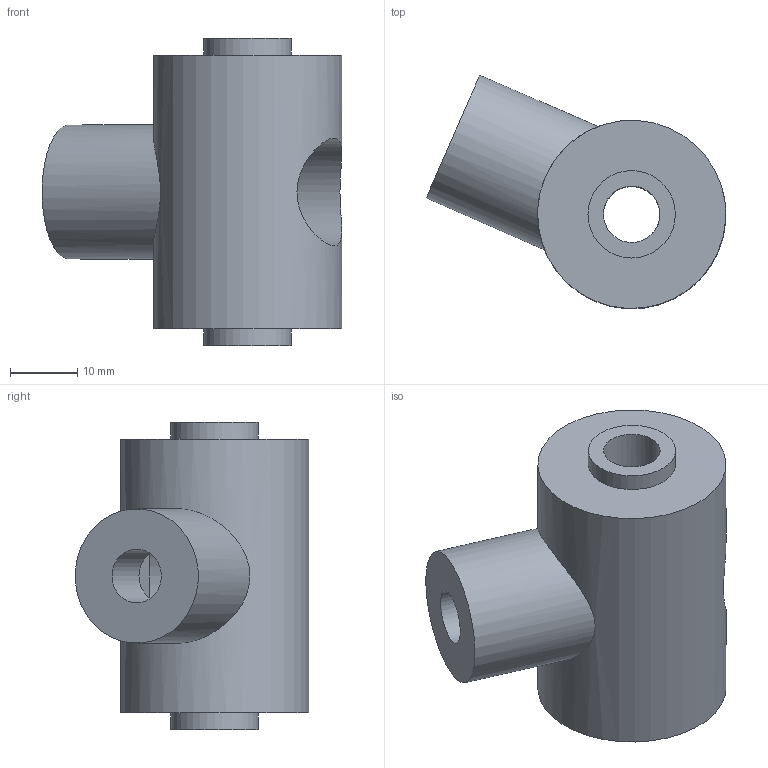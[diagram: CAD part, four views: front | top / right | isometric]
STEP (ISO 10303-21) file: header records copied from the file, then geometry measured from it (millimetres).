
FILE_DESCRIPTION(/* description */ (''),/* implementation_level */ '2;1');
FILE_NAME(/* name */ 'Joint sled.step',/* time_stamp */ '2023-08-18T11:26:14+02:00',/* author */ (''),/* organization */ (''),/* preprocessor_version */ 'ST-DEVELOPER v20',/* originating_system */ 'Autodesk Translation Framework v12.9.0.99',/* authorisation */ '');
FILE_SCHEMA (('AUTOMOTIVE_DESIGN { 1 0 10303 214 3 1 1 }'));
Length unit declared in the file: millimetre
Products named in the file (2): DiyActivePedal; Joint 2
Assembly tree (1 placements, depth 2):
  DiyActivePedal
    Joint 2
Bounding box: 44.56 x 34.71 x 45.7 mm (x, y, z)
Volume: 22500.2 mm3; surface area: 8348 mm2
Topology: 1 solids, 1 shells, 21 faces, 49 edges, 34 vertices
Faces by surface type: plane 13, cylinder 8
Full cylindrical faces by diameter (mm): 8 x1, 8.4 x2, 13 x2, 16 x1, 20 x1, 28 x1
Entity records: 814 total; most frequent: CARTESIAN_POINT 262, DIRECTION 99, ORIENTED_EDGE 98, EDGE_CURVE 49, AXIS2_PLACEMENT_3D 36, VERTEX_POINT 34, EDGE_LOOP 31, LINE 27
